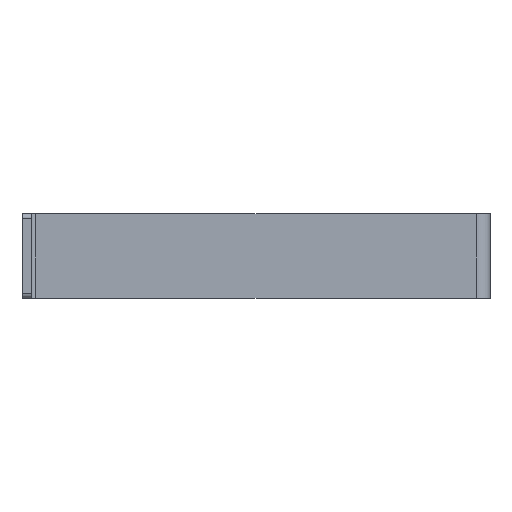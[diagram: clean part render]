
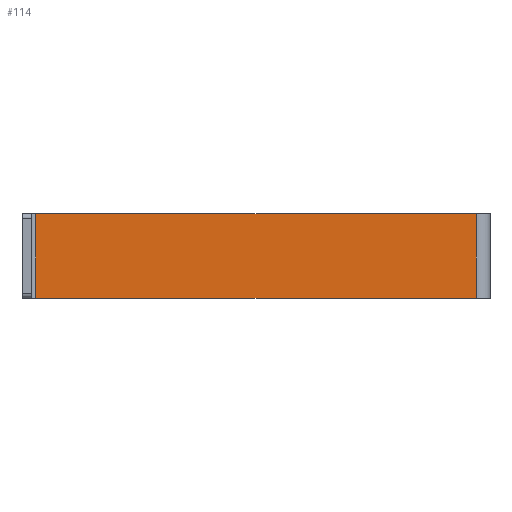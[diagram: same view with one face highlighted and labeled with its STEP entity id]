
A CAD part, top view. The second image highlights one B-rep face of the part: STEP entity #114.
In plain terms, the highlighted planar face has unit normal (0, 0, 1).
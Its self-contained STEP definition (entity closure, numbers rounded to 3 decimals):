
#2 = DIRECTION ( 'NONE',  ( 0., 0., -1. ) ) ;
#33 = DIRECTION ( 'NONE',  ( 1., 0., 0. ) ) ;
#35 = CARTESIAN_POINT ( 'NONE',  ( -149.5, 27.5, 0. ) ) ;
#43 = PLANE ( 'NONE',  #424 ) ;
#46 = DIRECTION ( 'NONE',  ( 1., 0., 0. ) ) ;
#114 = ADVANCED_FACE ( 'NONE', ( #686 ), #43, .F. ) ;
#124 = CARTESIAN_POINT ( 'NONE',  ( -149.5, 27.5, 0. ) ) ;
#136 = LINE ( 'NONE', #389, #344 ) ;
#148 = LINE ( 'NONE', #313, #418 ) ;
#187 = VECTOR ( 'NONE', #33, 1000. ) ;
#221 = LINE ( 'NONE', #35, #187 ) ;
#289 = EDGE_CURVE ( 'NONE', #803, #757, #368, .T. ) ;
#295 = CARTESIAN_POINT ( 'NONE',  ( -146.5, 27.5, 0. ) ) ;
#313 = CARTESIAN_POINT ( 'NONE',  ( -149.5, -27.5, 0. ) ) ;
#330 = DIRECTION ( 'NONE',  ( 0., -1., 0. ) ) ;
#344 = VECTOR ( 'NONE', #330, 1000. ) ;
#368 = LINE ( 'NONE', #699, #467 ) ;
#389 = CARTESIAN_POINT ( 'NONE',  ( -146.5, 27.5, 0. ) ) ;
#408 = CARTESIAN_POINT ( 'NONE',  ( 140.5, 27.5, 0. ) ) ;
#418 = VECTOR ( 'NONE', #46, 1000. ) ;
#424 = AXIS2_PLACEMENT_3D ( 'NONE', #124, #2, #721 ) ;
#436 = EDGE_LOOP ( 'NONE', ( #764, #761, #759, #754 ) ) ;
#467 = VECTOR ( 'NONE', #591, 1000. ) ;
#517 = EDGE_CURVE ( 'NONE', #804, #803, #221, .T. ) ;
#540 = EDGE_CURVE ( 'NONE', #614, #757, #148, .T. ) ;
#591 = DIRECTION ( 'NONE',  ( 0., -1., 0. ) ) ;
#592 = CARTESIAN_POINT ( 'NONE',  ( -146.5, -27.5, 0. ) ) ;
#614 = VERTEX_POINT ( 'NONE', #592 ) ;
#686 = FACE_OUTER_BOUND ( 'NONE', #436, .T. ) ;
#696 = EDGE_CURVE ( 'NONE', #804, #614, #136, .T. ) ;
#699 = CARTESIAN_POINT ( 'NONE',  ( 140.5, 27.5, 0. ) ) ;
#721 = DIRECTION ( 'NONE',  ( -1., 0., 0. ) ) ;
#723 = CARTESIAN_POINT ( 'NONE',  ( 140.5, -27.5, 0. ) ) ;
#754 = ORIENTED_EDGE ( 'NONE', *, *, #696, .T. ) ;
#757 = VERTEX_POINT ( 'NONE', #723 ) ;
#759 = ORIENTED_EDGE ( 'NONE', *, *, #517, .F. ) ;
#761 = ORIENTED_EDGE ( 'NONE', *, *, #289, .F. ) ;
#764 = ORIENTED_EDGE ( 'NONE', *, *, #540, .T. ) ;
#803 = VERTEX_POINT ( 'NONE', #408 ) ;
#804 = VERTEX_POINT ( 'NONE', #295 ) ;
